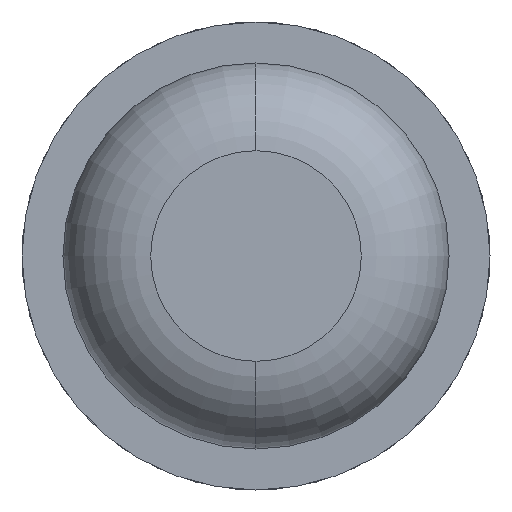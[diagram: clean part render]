
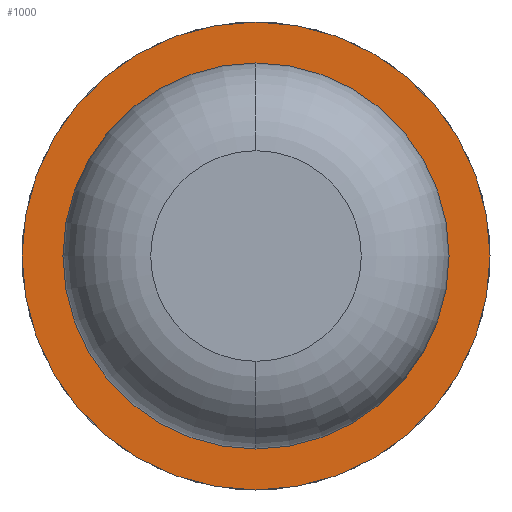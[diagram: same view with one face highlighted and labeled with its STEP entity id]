
A CAD part, front view. The second image highlights one B-rep face of the part: STEP entity #1000.
In plain terms, the highlighted planar face has unit normal (0, -1, 0).
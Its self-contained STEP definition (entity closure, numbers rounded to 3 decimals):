
#56 = ORIENTED_EDGE ( 'NONE', *, *, #584, .F. ) ;
#74 = DIRECTION ( 'NONE',  ( -1., 0., 0. ) ) ;
#158 = DIRECTION ( 'NONE',  ( 0., 1., 0. ) ) ;
#187 = CIRCLE ( 'NONE', #3923, 0.825 ) ;
#234 = AXIS2_PLACEMENT_3D ( 'NONE', #2446, #1826, #2182 ) ;
#368 = DIRECTION ( 'NONE',  ( 0., 1., 0. ) ) ;
#377 = FACE_BOUND ( 'NONE', #1597, .T. ) ;
#387 = CARTESIAN_POINT ( 'NONE',  ( 0., -4., 0.825 ) ) ;
#472 = CIRCLE ( 'NONE', #234, 1. ) ;
#552 = PLANE ( 'NONE',  #3307 ) ;
#584 = EDGE_CURVE ( 'Defeature ausgef�hrt1_6+Defeature ausgef�hrt1_5+Defeature ausgef�hrt1_5+Defeature ausgef�hrt1_5', #3157, #1018, #2201, .T. ) ;
#983 = CARTESIAN_POINT ( 'NONE',  ( 0., -4., 0. ) ) ;
#1000 = ADVANCED_FACE ( 'Defeature ausgef�hrt1_5', ( #3687, #377 ), #552, .F. ) ;
#1018 = VERTEX_POINT ( 'NONE', #1140 ) ;
#1140 = CARTESIAN_POINT ( 'NONE',  ( 1., -4., 0. ) ) ;
#1153 = DIRECTION ( 'NONE',  ( 0., 1., 0. ) ) ;
#1510 = CARTESIAN_POINT ( 'NONE',  ( 0., -4., 0. ) ) ;
#1597 = EDGE_LOOP ( 'NONE', ( #2574, #2304 ) ) ;
#1786 = DIRECTION ( 'NONE',  ( -1., 0., 0. ) ) ;
#1826 = DIRECTION ( 'NONE',  ( 0., 1., 0. ) ) ;
#2131 = CARTESIAN_POINT ( 'NONE',  ( 0., -4., -0.825 ) ) ;
#2182 = DIRECTION ( 'NONE',  ( -1., 0., 0. ) ) ;
#2201 = CIRCLE ( 'NONE', #2422, 1. ) ;
#2284 = DIRECTION ( 'NONE',  ( 0., 1., 0. ) ) ;
#2304 = ORIENTED_EDGE ( 'NONE', *, *, #3204, .T. ) ;
#2310 = CARTESIAN_POINT ( 'NONE',  ( 0.825, -4., 0. ) ) ;
#2422 = AXIS2_PLACEMENT_3D ( 'NONE', #983, #368, #74 ) ;
#2446 = CARTESIAN_POINT ( 'NONE',  ( 0., -4., 0. ) ) ;
#2574 = ORIENTED_EDGE ( 'NONE', *, *, #3551, .T. ) ;
#2626 = VERTEX_POINT ( 'NONE', #387 ) ;
#2811 = CARTESIAN_POINT ( 'NONE',  ( -1., -4., 0. ) ) ;
#2917 = EDGE_LOOP ( 'NONE', ( #56, #3737 ) ) ;
#3026 = AXIS2_PLACEMENT_3D ( 'NONE', #3211, #2284, #3151 ) ;
#3151 = DIRECTION ( 'NONE',  ( -1., 0., 0. ) ) ;
#3157 = VERTEX_POINT ( 'NONE', #2811 ) ;
#3204 = EDGE_CURVE ( 'Defeature ausgef�hrt1_5+Defeature ausgef�hrt1_0+Defeature ausgef�hrt1_0+Defeature ausgef�hrt1_0', #3664, #2626, #3350, .T. ) ;
#3211 = CARTESIAN_POINT ( 'NONE',  ( 0., -4., 0. ) ) ;
#3307 = AXIS2_PLACEMENT_3D ( 'NONE', #2310, #158, #1786 ) ;
#3350 = CIRCLE ( 'NONE', #3026, 0.825 ) ;
#3551 = EDGE_CURVE ( 'Defeature ausgef�hrt1_5+Defeature ausgef�hrt1_0+Defeature ausgef�hrt1_0+Defeature ausgef�hrt1_0', #2626, #3664, #187, .T. ) ;
#3664 = VERTEX_POINT ( 'NONE', #2131 ) ;
#3687 = FACE_OUTER_BOUND ( 'NONE', #2917, .T. ) ;
#3699 = EDGE_CURVE ( 'Defeature ausgef�hrt1_6+Defeature ausgef�hrt1_5+Defeature ausgef�hrt1_5+Defeature ausgef�hrt1_5', #1018, #3157, #472, .T. ) ;
#3737 = ORIENTED_EDGE ( 'NONE', *, *, #3699, .F. ) ;
#3923 = AXIS2_PLACEMENT_3D ( 'NONE', #1510, #1153, #3929 ) ;
#3929 = DIRECTION ( 'NONE',  ( -1., 0., 0. ) ) ;
